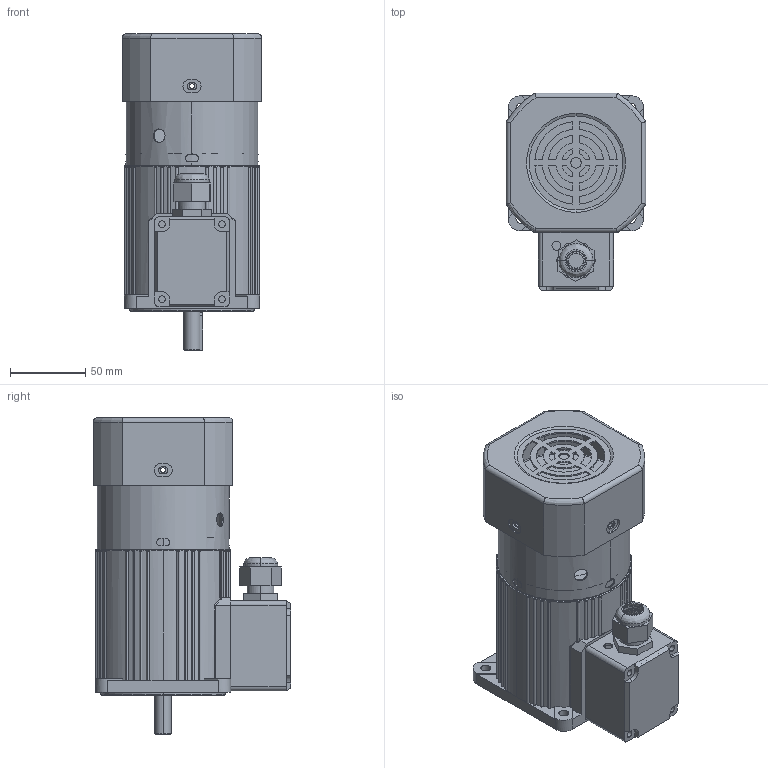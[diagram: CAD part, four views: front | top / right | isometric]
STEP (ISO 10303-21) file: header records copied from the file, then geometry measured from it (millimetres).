
FILE_DESCRIPTION (( 'STEP AP203' ), '1' );
FILE_NAME ('5IK40-60(R)GA-MFT.STEP', '2024-01-16T04:48:19', ( 'User' ), ( 'China' ), 'SwSTEP 2.0', 'SolidWorks 2016', '' );
FILE_SCHEMA (( 'CONFIG_CONTROL_DESIGN' ));
Length unit declared in the file: millimetre
Products named in the file (8): 90价陬ん欶褲_4; 峚倰萇儂諉盄碟02_1; NPT1-2萇擢芛_1; NPT1-2つ踡芛_1; NPT1-2萇擢芛蚾饜极_1; 90酗瑞欶褲; 5IK40GA; 5IK40-60(R)GA-MFT
Assembly tree (7 placements, depth 3):
  5IK40-60(R)GA-MFT
    5IK40GA
    90价陬ん欶褲_4
    峚倰萇儂諉盄碟02_1
    NPT1-2萇擢芛蚾饜极_1
      NPT1-2萇擢芛_1
      NPT1-2つ踡芛_1
    90酗瑞欶褲
Bounding box: 93 x 131.5 x 211 mm (x, y, z)
Volume: 773085.6 mm3; surface area: 170430.5 mm2
Topology: 7 solids, 7 shells, 722 faces, 1944 edges, 1262 vertices
Faces by surface type: plane 305, cylinder 287, bspline 110, cone 20
Entity records: 27917 total; most frequent: CARTESIAN_POINT 9333, ORIENTED_EDGE 3888, DIRECTION 3562, EDGE_CURVE 1944, AXIS2_PLACEMENT_3D 1328, VERTEX_POINT 1262, LINE 906, VECTOR 906
